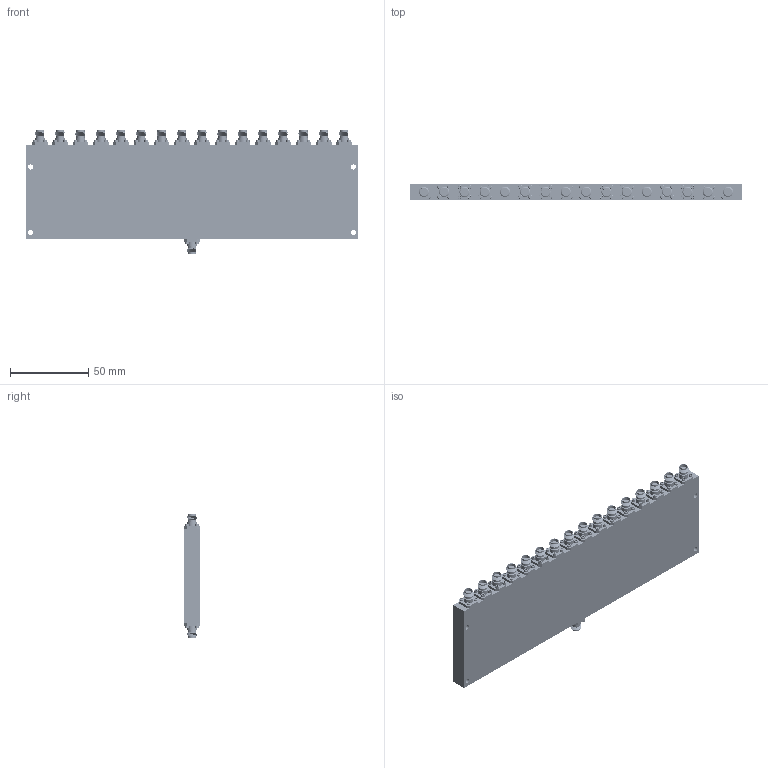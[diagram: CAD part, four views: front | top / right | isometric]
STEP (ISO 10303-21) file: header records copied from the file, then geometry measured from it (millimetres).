
FILE_DESCRIPTION (( 'STEP AP203' ), '1' );
FILE_NAME ('SCS-0831233416-SFSF-162.STEP', '2019-07-30T00:13:02', ( '' ), ( '' ), 'SwSTEP 2.0', 'SolidWorks 2016', '' );
FILE_SCHEMA (( 'CONFIG_CONTROL_DESIGN' ));
Products named in the file (1): SCS-0831233416-SFSF-162
Bounding box: 212.09 x 9.91 x 78.74 mm (x, y, z)
Volume: 131529 mm3; surface area: 42380 mm2
Topology: 86 solids, 86 shells, 5454 faces, 13925 edges, 8864 vertices
Faces by surface type: cylinder 3272, cone 1020, plane 958, bspline 170, torus 34
Entity records: 249292 total; most frequent: CARTESIAN_POINT 134885, ORIENTED_EDGE 27850, DIRECTION 20142, EDGE_CURVE 13925, VERTEX_POINT 8864, AXIS2_PLACEMENT_3D 7579, EDGE_LOOP 5819, FACE_OUTER_BOUND 5454
